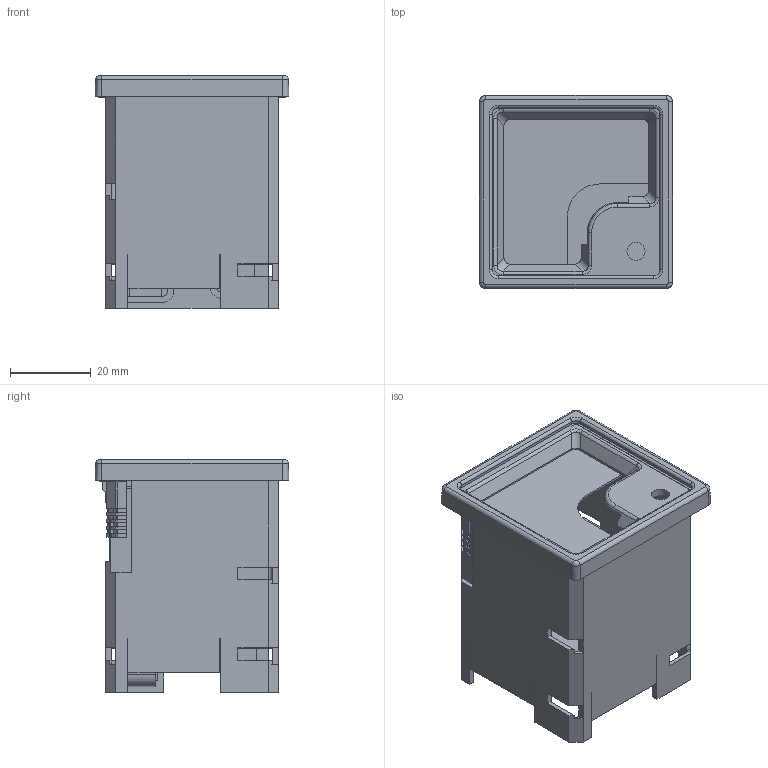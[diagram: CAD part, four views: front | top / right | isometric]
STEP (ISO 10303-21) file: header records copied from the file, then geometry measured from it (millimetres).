
FILE_DESCRIPTION(/* description */ (''),/* implementation_level */ '2;1');
FILE_NAME(/* name */ 'BQ48_3D CAD_2024-09-26.stp',/* time_stamp */ '2024-09-26T14:02:17+02:00',/* author */ ('JDI'),/* organization */ (''),/* preprocessor_version */ 'ST-DEVELOPER v19.2',/* originating_system */ 'Autodesk Inventor 2023',/* authorisation */ '');
FILE_SCHEMA (('AUTOMOTIVE_DESIGN { 1 0 10303 214 3 1 1 }'));
Length unit declared in the file: millimetre
Products named in the file (1): BQ48_iam_Simplify_1
Bounding box: 48 x 48 x 57.7 mm (x, y, z)
Volume: 28125.4 mm3; surface area: 29815.1 mm2
Topology: 2 solids, 2 shells, 688 faces, 1943 edges, 1249 vertices
Faces by surface type: plane 541, cylinder 121, bspline 14, cone 7, torus 5
Full cylindrical faces by diameter (mm): 0.7 x2, 3.3 x2, 4.3 x2, 4.5 x2, 5.5 x2, 6 x2
Entity records: 29475 total; most frequent: CARTESIAN_POINT 10781, ORIENTED_EDGE 3882, DIRECTION 3534, EDGE_CURVE 1941, LINE 1652, VECTOR 1652, VERTEX_POINT 1249, AXIS2_PLACEMENT_3D 941
